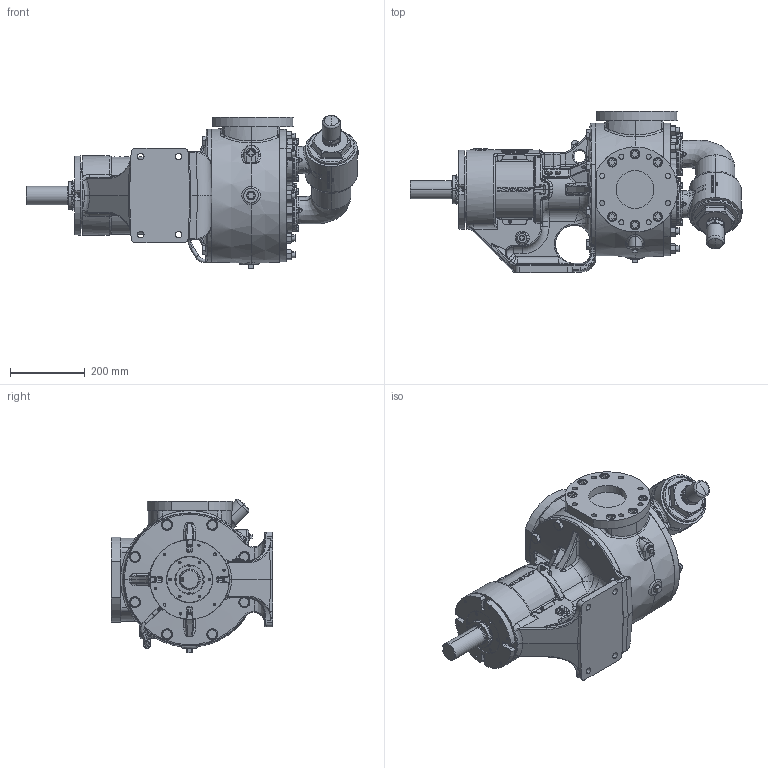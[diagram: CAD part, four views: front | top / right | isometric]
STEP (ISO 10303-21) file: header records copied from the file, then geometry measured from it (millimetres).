
FILE_DESCRIPTION (( 'STEP AP214' ), '1' );
FILE_NAME ('QV-2342.step', '2025-12-05T14:31:43', ( '' ), ( '' ), 'SwSTEP 2.0', 'SolidWorks 2024', '' );
FILE_SCHEMA (( 'AUTOMOTIVE_DESIGN' ));
Products named in the file (1): QV-2342
Bounding box: 890.07 x 431.8 x 411.26 mm (x, y, z)
Volume: 37099117.9 mm3; surface area: 1521290.4 mm2
Topology: 1 solids, 1 shells, 4913 faces, 12431 edges, 7766 vertices
Faces by surface type: plane 1677, bspline 1540, cylinder 860, cone 630, torus 147, sphere 59
Entity records: 225575 total; most frequent: CARTESIAN_POINT 119972, ORIENTED_EDGE 24558, DIRECTION 17687, EDGE_CURVE 12279, VERTEX_POINT 7757, AXIS2_PLACEMENT_3D 6287, EDGE_LOOP 5358, VECTOR 5113
